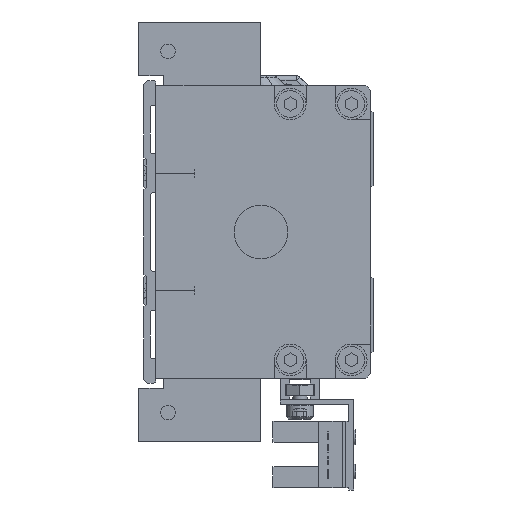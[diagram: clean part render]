
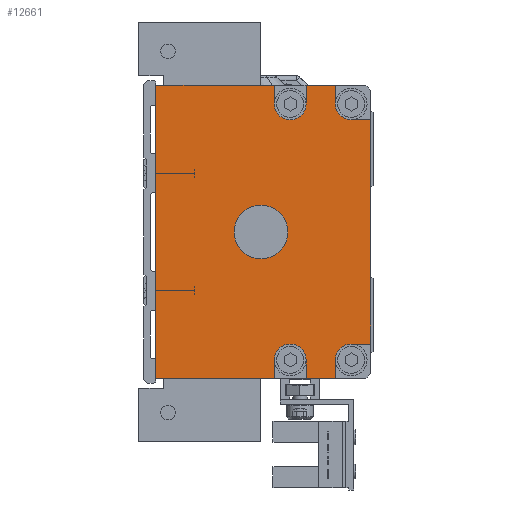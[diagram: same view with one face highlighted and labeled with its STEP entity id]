
A CAD part, left-side view. The second image highlights one B-rep face of the part: STEP entity #12661.
In plain terms, the highlighted planar face has unit normal (-1, 0, 0).
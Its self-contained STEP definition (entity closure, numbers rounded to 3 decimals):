
#691=DIRECTION('',(0.,1.,0.));
#692=VECTOR('',#691,6.);
#693=CARTESIAN_POINT('',(-511.,7.75,30.));
#694=LINE('',#693,#692);
#703=DIRECTION('',(0.,1.,0.));
#704=VECTOR('',#703,24.25);
#705=CARTESIAN_POINT('',(-511.,20.25,30.));
#706=LINE('',#705,#704);
#727=DIRECTION('',(0.,0.,1.));
#728=VECTOR('',#727,45.9);
#729=CARTESIAN_POINT('',(-511.,0.5,-22.95));
#730=LINE('',#729,#728);
#783=DIRECTION('',(0.,-1.,0.));
#784=VECTOR('',#783,24.25);
#785=CARTESIAN_POINT('',(-511.,44.5,-30.));
#786=LINE('',#785,#784);
#791=DIRECTION('',(0.,-1.,0.));
#792=VECTOR('',#791,6.);
#793=CARTESIAN_POINT('',(-511.,13.75,-30.));
#794=LINE('',#793,#792);
#3449=DIRECTION('',(0.,0.,1.));
#3450=VECTOR('',#3449,60.);
#3451=CARTESIAN_POINT('',(-511.,44.5,-30.));
#3452=LINE('',#3451,#3450);
#3453=DIRECTION('',(0.,0.,-1.));
#3454=VECTOR('',#3453,3.8);
#3455=CARTESIAN_POINT('',(-511.,20.25,30.));
#3456=LINE('',#3455,#3454);
#3457=CARTESIAN_POINT('',(-511.,17.,26.2));
#3458=DIRECTION('',(-1.,0.,0.));
#3459=DIRECTION('',(0.,1.,0.));
#3460=AXIS2_PLACEMENT_3D('',#3457,#3458,#3459);
#3462=CARTESIAN_POINT('',(-511.,17.,26.2));
#3463=DIRECTION('',(-1.,0.,0.));
#3464=DIRECTION('',(0.,0.,-1.));
#3465=AXIS2_PLACEMENT_3D('',#3462,#3463,#3464);
#3467=DIRECTION('',(0.,0.,1.));
#3468=VECTOR('',#3467,3.8);
#3469=CARTESIAN_POINT('',(-511.,13.75,26.2));
#3470=LINE('',#3469,#3468);
#3471=DIRECTION('',(0.,0.,-1.));
#3472=VECTOR('',#3471,3.8);
#3473=CARTESIAN_POINT('',(-511.,7.75,30.));
#3474=LINE('',#3473,#3472);
#3475=CARTESIAN_POINT('',(-511.,4.5,26.2));
#3476=DIRECTION('',(-1.,0.,0.));
#3477=DIRECTION('',(0.,1.,0.));
#3478=AXIS2_PLACEMENT_3D('',#3475,#3476,#3477);
#3480=DIRECTION('',(0.,1.,0.));
#3481=VECTOR('',#3480,4.);
#3482=CARTESIAN_POINT('',(-511.,0.5,-22.95));
#3483=LINE('',#3482,#3481);
#3484=CARTESIAN_POINT('',(-511.,4.5,-26.2));
#3485=DIRECTION('',(-1.,0.,0.));
#3486=DIRECTION('',(0.,0.,1.));
#3487=AXIS2_PLACEMENT_3D('',#3484,#3485,#3486);
#3489=DIRECTION('',(0.,0.,-1.));
#3490=VECTOR('',#3489,3.8);
#3491=CARTESIAN_POINT('',(-511.,7.75,-26.2));
#3492=LINE('',#3491,#3490);
#3493=DIRECTION('',(0.,0.,1.));
#3494=VECTOR('',#3493,3.8);
#3495=CARTESIAN_POINT('',(-511.,13.75,-30.));
#3496=LINE('',#3495,#3494);
#3497=CARTESIAN_POINT('',(-511.,17.,-26.2));
#3498=DIRECTION('',(-1.,0.,0.));
#3499=DIRECTION('',(0.,-1.,0.));
#3500=AXIS2_PLACEMENT_3D('',#3497,#3498,#3499);
#3502=CARTESIAN_POINT('',(-511.,17.,-26.2));
#3503=DIRECTION('',(-1.,0.,0.));
#3504=DIRECTION('',(0.,0.,1.));
#3505=AXIS2_PLACEMENT_3D('',#3502,#3503,#3504);
#3507=DIRECTION('',(0.,0.,-1.));
#3508=VECTOR('',#3507,3.8);
#3509=CARTESIAN_POINT('',(-511.,20.25,-26.2));
#3510=LINE('',#3509,#3508);
#3511=CARTESIAN_POINT('',(-511.,23.,0.));
#3512=DIRECTION('',(-1.,0.,0.));
#3513=DIRECTION('',(0.,0.,-1.));
#3514=AXIS2_PLACEMENT_3D('',#3511,#3512,#3513);
#3516=CARTESIAN_POINT('',(-511.,23.,0.));
#3517=DIRECTION('',(-1.,0.,0.));
#3518=DIRECTION('',(0.,0.,1.));
#3519=AXIS2_PLACEMENT_3D('',#3516,#3517,#3518);
#3834=DIRECTION('',(0.,1.,0.));
#3835=VECTOR('',#3834,4.);
#3836=CARTESIAN_POINT('',(-511.,0.5,22.95));
#3837=LINE('',#3836,#3835);
#6687=CARTESIAN_POINT('',(-511.,0.5,-22.95));
#6688=VERTEX_POINT('',#6687);
#6689=CARTESIAN_POINT('',(-511.,0.5,22.95));
#6690=VERTEX_POINT('',#6689);
#6739=CARTESIAN_POINT('',(-511.,44.5,-30.));
#6740=VERTEX_POINT('',#6739);
#6741=CARTESIAN_POINT('',(-511.,20.25,-30.));
#6742=VERTEX_POINT('',#6741);
#6747=CARTESIAN_POINT('',(-511.,13.75,-30.));
#6748=VERTEX_POINT('',#6747);
#6749=CARTESIAN_POINT('',(-511.,7.75,-30.));
#6750=VERTEX_POINT('',#6749);
#7033=CARTESIAN_POINT('',(-511.,7.75,30.));
#7034=VERTEX_POINT('',#7033);
#7035=CARTESIAN_POINT('',(-511.,13.75,30.));
#7036=VERTEX_POINT('',#7035);
#7041=CARTESIAN_POINT('',(-511.,20.25,30.));
#7042=VERTEX_POINT('',#7041);
#7043=CARTESIAN_POINT('',(-511.,44.5,30.));
#7044=VERTEX_POINT('',#7043);
#7053=CARTESIAN_POINT('',(-511.,7.75,26.2));
#7054=VERTEX_POINT('',#7053);
#7061=CARTESIAN_POINT('',(-511.,4.5,22.95));
#7062=VERTEX_POINT('',#7061);
#7063=CARTESIAN_POINT('',(-511.,20.25,26.2));
#7064=VERTEX_POINT('',#7063);
#7065=CARTESIAN_POINT('',(-511.,17.,22.95));
#7066=CARTESIAN_POINT('',(-511.,13.75,26.2));
#7067=VERTEX_POINT('',#7065);
#7068=VERTEX_POINT('',#7066);
#7069=CARTESIAN_POINT('',(-511.,4.5,-22.95));
#7070=VERTEX_POINT('',#7069);
#7071=CARTESIAN_POINT('',(-511.,7.75,-26.2));
#7072=VERTEX_POINT('',#7071);
#7073=CARTESIAN_POINT('',(-511.,13.75,-26.2));
#7074=VERTEX_POINT('',#7073);
#7075=CARTESIAN_POINT('',(-511.,17.,-22.95));
#7076=CARTESIAN_POINT('',(-511.,20.25,-26.2));
#7077=VERTEX_POINT('',#7075);
#7078=VERTEX_POINT('',#7076);
#7079=CARTESIAN_POINT('',(-511.,23.,-5.5));
#7080=CARTESIAN_POINT('',(-511.,23.,5.5));
#7081=VERTEX_POINT('',#7079);
#7082=VERTEX_POINT('',#7080);
#12614=CARTESIAN_POINT('',(-511.,44.5,-30.));
#12615=DIRECTION('',(-1.,0.,0.));
#12616=DIRECTION('',(0.,0.,1.));
#12617=AXIS2_PLACEMENT_3D('',#12614,#12615,#12616);
#12618=PLANE('',#12617);
#12619=ORIENTED_EDGE('',*,*,#10318,.T.);
#12620=ORIENTED_EDGE('',*,*,#9397,.F.);
#12622=ORIENTED_EDGE('',*,*,#12621,.T.);
#12624=ORIENTED_EDGE('',*,*,#12623,.T.);
#12626=ORIENTED_EDGE('',*,*,#12625,.T.);
#12628=ORIENTED_EDGE('',*,*,#12627,.T.);
#12629=ORIENTED_EDGE('',*,*,#9389,.F.);
#12631=ORIENTED_EDGE('',*,*,#12630,.T.);
#12633=ORIENTED_EDGE('',*,*,#12632,.T.);
#12635=ORIENTED_EDGE('',*,*,#12634,.F.);
#12636=ORIENTED_EDGE('',*,*,#9436,.F.);
#12638=ORIENTED_EDGE('',*,*,#12637,.T.);
#12640=ORIENTED_EDGE('',*,*,#12639,.T.);
#12642=ORIENTED_EDGE('',*,*,#12641,.T.);
#12643=ORIENTED_EDGE('',*,*,#9526,.F.);
#12645=ORIENTED_EDGE('',*,*,#12644,.T.);
#12647=ORIENTED_EDGE('',*,*,#12646,.T.);
#12649=ORIENTED_EDGE('',*,*,#12648,.T.);
#12651=ORIENTED_EDGE('',*,*,#12650,.T.);
#12652=ORIENTED_EDGE('',*,*,#9518,.F.);
#12653=EDGE_LOOP('',(#12619,#12620,#12622,#12624,#12626,#12628,#12629,#12631,
#12633,#12635,#12636,#12638,#12640,#12642,#12643,#12645,#12647,#12649,#12651,
#12652));
#12654=FACE_OUTER_BOUND('',#12653,.F.);
#12656=ORIENTED_EDGE('',*,*,#12655,.T.);
#12658=ORIENTED_EDGE('',*,*,#12657,.T.);
#12659=EDGE_LOOP('',(#12656,#12658));
#12660=FACE_BOUND('',#12659,.F.);
#3461=CIRCLE('',#3460,3.25);
#3466=CIRCLE('',#3465,3.25);
#3479=CIRCLE('',#3478,3.25);
#3488=CIRCLE('',#3487,3.25);
#3501=CIRCLE('',#3500,3.25);
#3506=CIRCLE('',#3505,3.25);
#3515=CIRCLE('',#3514,5.5);
#3520=CIRCLE('',#3519,5.5);
#9389=EDGE_CURVE('',#7034,#7036,#694,.T.);
#9397=EDGE_CURVE('',#7042,#7044,#706,.T.);
#9436=EDGE_CURVE('',#6688,#6690,#730,.T.);
#9518=EDGE_CURVE('',#6740,#6742,#786,.T.);
#9526=EDGE_CURVE('',#6748,#6750,#794,.T.);
#10318=EDGE_CURVE('',#6740,#7044,#3452,.T.);
#12621=EDGE_CURVE('',#7042,#7064,#3456,.T.);
#12623=EDGE_CURVE('',#7064,#7067,#3461,.T.);
#12625=EDGE_CURVE('',#7067,#7068,#3466,.T.);
#12627=EDGE_CURVE('',#7068,#7036,#3470,.T.);
#12630=EDGE_CURVE('',#7034,#7054,#3474,.T.);
#12632=EDGE_CURVE('',#7054,#7062,#3479,.T.);
#12634=EDGE_CURVE('',#6690,#7062,#3837,.T.);
#12637=EDGE_CURVE('',#6688,#7070,#3483,.T.);
#12639=EDGE_CURVE('',#7070,#7072,#3488,.T.);
#12641=EDGE_CURVE('',#7072,#6750,#3492,.T.);
#12644=EDGE_CURVE('',#6748,#7074,#3496,.T.);
#12646=EDGE_CURVE('',#7074,#7077,#3501,.T.);
#12648=EDGE_CURVE('',#7077,#7078,#3506,.T.);
#12650=EDGE_CURVE('',#7078,#6742,#3510,.T.);
#12655=EDGE_CURVE('',#7081,#7082,#3515,.T.);
#12657=EDGE_CURVE('',#7082,#7081,#3520,.T.);
#12661=ADVANCED_FACE('',(#12654,#12660),#12618,.T.);
